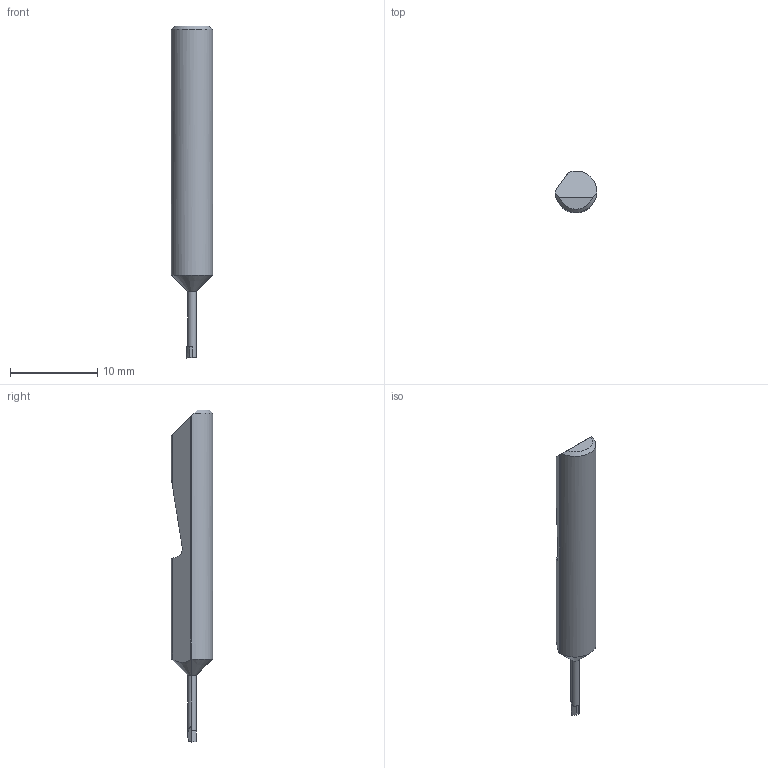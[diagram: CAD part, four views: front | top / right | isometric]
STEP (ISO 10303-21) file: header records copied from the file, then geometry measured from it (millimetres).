
FILE_DESCRIPTION (( 'STEP AP214' ), '1' );
FILE_NAME ('Micro_QMBB-050300X.STEP', '2021-08-30T16:50:48', ( '' ), ( '' ), 'SwSTEP 2.0', 'SolidWorks 2020', '' );
FILE_SCHEMA (( 'AUTOMOTIVE_DESIGN' ));
Length unit declared in the file: inch
Products named in the file (1): Micro_QMBB-050300X
Bounding box: 4.76 x 4.76 x 38.1 mm (x, y, z)
Volume: 480.4 mm3; surface area: 473.4 mm2
Topology: 1 solids, 1 shells, 21 faces, 50 edges, 31 vertices
Faces by surface type: plane 11, cylinder 6, cone 4
Entity records: 655 total; most frequent: CARTESIAN_POINT 166, ORIENTED_EDGE 100, DIRECTION 86, EDGE_CURVE 50, AXIS2_PLACEMENT_3D 31, VERTEX_POINT 31, VECTOR 24, LINE 24
